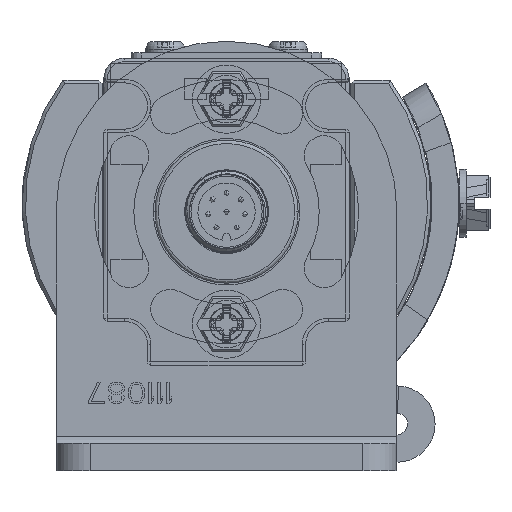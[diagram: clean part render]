
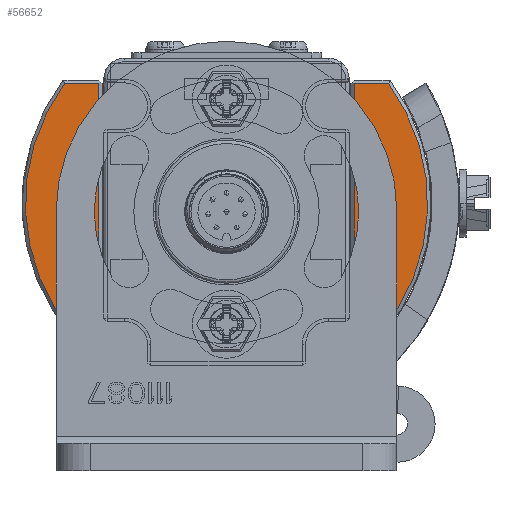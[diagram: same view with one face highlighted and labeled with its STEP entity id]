
A CAD part, front view. The second image highlights one B-rep face of the part: STEP entity #56652.
In plain terms, the highlighted face is planar.
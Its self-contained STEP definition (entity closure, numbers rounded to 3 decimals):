
#55637=DIRECTION('',(1.,0.,0.));
#55638=VECTOR('',#55637,37.);
#55639=CARTESIAN_POINT('',(-19.5,-18.75,-10.));
#55640=LINE('',#55639,#55638);
#55657=DIRECTION('',(0.,-1.,0.));
#55658=VECTOR('',#55657,4.999);
#55659=CARTESIAN_POINT('',(17.5,-18.75,-10.));
#55660=LINE('',#55659,#55658);
#55675=CARTESIAN_POINT('',(0.,0.,-10.));
#55676=DIRECTION('',(0.,0.,-1.));
#55677=DIRECTION('',(0.593,-0.805,0.));
#55678=AXIS2_PLACEMENT_3D('',#55675,#55676,#55677);
#56298=CARTESIAN_POINT('',(-19.5,15.25,-10.));
#56299=DIRECTION('',(0.,0.,1.));
#56300=DIRECTION('',(0.,1.,0.));
#56301=AXIS2_PLACEMENT_3D('',#56298,#56299,#56300);
#56303=DIRECTION('',(-1.,0.,0.));
#56304=VECTOR('',#56303,37.);
#56305=CARTESIAN_POINT('',(17.5,18.75,-10.));
#56306=LINE('',#56305,#56304);
#56319=DIRECTION('',(0.,-1.,0.));
#56320=VECTOR('',#56319,4.999);
#56321=CARTESIAN_POINT('',(17.5,23.749,-10.));
#56322=LINE('',#56321,#56320);
#56336=DIRECTION('',(0.,-1.,0.));
#56337=VECTOR('',#56336,30.5);
#56338=CARTESIAN_POINT('',(-23.,15.25,-10.));
#56339=LINE('',#56338,#56337);
#56357=CARTESIAN_POINT('',(-19.5,-15.25,-10.));
#56358=DIRECTION('',(0.,0.,1.));
#56359=DIRECTION('',(-1.,0.,0.));
#56360=AXIS2_PLACEMENT_3D('',#56357,#56358,#56359);
#56457=CARTESIAN_POINT('',(17.5,-23.749,-10.));
#56458=CARTESIAN_POINT('',(17.5,23.749,-10.));
#56459=VERTEX_POINT('',#56457);
#56460=VERTEX_POINT('',#56458);
#56461=CARTESIAN_POINT('',(17.5,18.75,-10.));
#56462=VERTEX_POINT('',#56461);
#56465=CARTESIAN_POINT('',(17.5,-18.75,-10.));
#56466=VERTEX_POINT('',#56465);
#56613=CARTESIAN_POINT('',(-19.5,18.75,-10.));
#56614=VERTEX_POINT('',#56613);
#56619=CARTESIAN_POINT('',(-23.,15.25,-10.));
#56620=VERTEX_POINT('',#56619);
#56621=CARTESIAN_POINT('',(-23.,-15.25,-10.));
#56622=VERTEX_POINT('',#56621);
#56627=CARTESIAN_POINT('',(-19.5,-18.75,-10.));
#56628=VERTEX_POINT('',#56627);
#56629=CARTESIAN_POINT('',(0.,0.,-10.));
#56630=DIRECTION('',(0.,0.,1.));
#56631=DIRECTION('',(1.,0.,0.));
#56632=AXIS2_PLACEMENT_3D('',#56629,#56630,#56631);
#56633=PLANE('',#56632);
#56635=ORIENTED_EDGE('',*,*,#56634,.F.);
#56637=ORIENTED_EDGE('',*,*,#56636,.F.);
#56639=ORIENTED_EDGE('',*,*,#56638,.F.);
#56641=ORIENTED_EDGE('',*,*,#56640,.F.);
#56643=ORIENTED_EDGE('',*,*,#56642,.F.);
#56645=ORIENTED_EDGE('',*,*,#56644,.F.);
#56647=ORIENTED_EDGE('',*,*,#56646,.F.);
#56649=ORIENTED_EDGE('',*,*,#56648,.F.);
#56650=EDGE_LOOP('',(#56635,#56637,#56639,#56641,#56643,#56645,#56647,#56649));
#56651=FACE_OUTER_BOUND('',#56650,.F.);
#56652=ADVANCED_FACE('',(#56651),#56633,.F.);
#55679=CIRCLE('',#55678,29.5);
#56302=CIRCLE('',#56301,3.5);
#56361=CIRCLE('',#56360,3.5);
#56634=EDGE_CURVE('',#56628,#56466,#55640,.T.);
#56636=EDGE_CURVE('',#56622,#56628,#56361,.T.);
#56638=EDGE_CURVE('',#56620,#56622,#56339,.T.);
#56640=EDGE_CURVE('',#56614,#56620,#56302,.T.);
#56642=EDGE_CURVE('',#56462,#56614,#56306,.T.);
#56644=EDGE_CURVE('',#56460,#56462,#56322,.T.);
#56646=EDGE_CURVE('',#56459,#56460,#55679,.T.);
#56648=EDGE_CURVE('',#56466,#56459,#55660,.T.);
